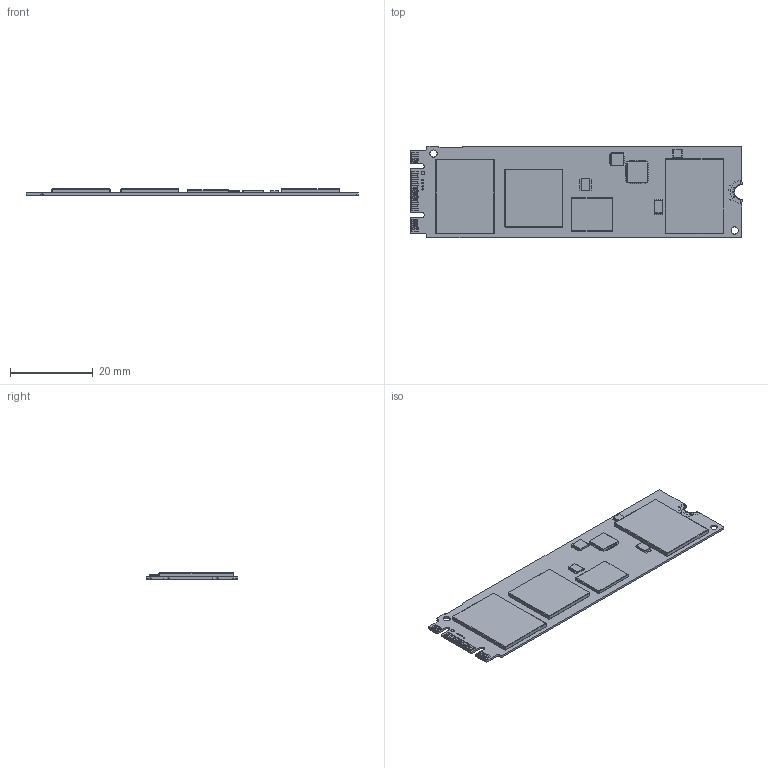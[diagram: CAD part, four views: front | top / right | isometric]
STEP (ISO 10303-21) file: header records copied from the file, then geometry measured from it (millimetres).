
FILE_DESCRIPTION(/* description */ (''),/* implementation_level */ '2;1');
FILE_NAME(/* name */ 'SSD.step',/* time_stamp */ '2020-12-15T13:13:06+01:00',/* author */ (''),/* organization */ (''),/* preprocessor_version */ 'ST-DEVELOPER v18.1',/* originating_system */ 'Autodesk Translation Framework v9.7.1.1290',/* authorisation */ '');
FILE_SCHEMA (('AUTOMOTIVE_DESIGN { 1 0 10303 214 3 1 1 }'));
Products named in the file (10): SSD; 02_Board; 50 IC_01 SEC 440; 51 IC_02 S4LN062X01; 52 IC_03 SEC 446; 53 IC_04 ABS 432; 54 IC_05 ZSAO 481; 55 IC_06 ATP4UB; 56 IC_07 RB966; 58 IC_09 M414
Assembly tree (10 placements, depth 2):
  SSD
    02_Board
    50 IC_01 SEC 440
    51 IC_02 S4LN062X01
    52 IC_03 SEC 446  x2
    53 IC_04 ABS 432
    54 IC_05 ZSAO 481
    55 IC_06 ATP4UB
    56 IC_07 RB966
    58 IC_09 M414
Bounding box: 80.15 x 22.15 x 1.52 mm (x, y, z)
Volume: 1668.5 mm3; surface area: 5649.6 mm2
Topology: 78 solids, 78 shells, 1360 faces, 3210 edges, 2028 vertices
Faces by surface type: plane 1070, cylinder 214, bspline 76
Full cylindrical faces by diameter (mm): 0.15 x40, 0.35 x4, 0.85 x3, 1.75 x2
Entity records: 52679 total; most frequent: CARTESIAN_POINT 20732, ORIENTED_EDGE 6324, DIRECTION 5842, EDGE_CURVE 3162, LINE 2430, VECTOR 2430, VERTEX_POINT 2004, AXIS2_PLACEMENT_3D 1706
